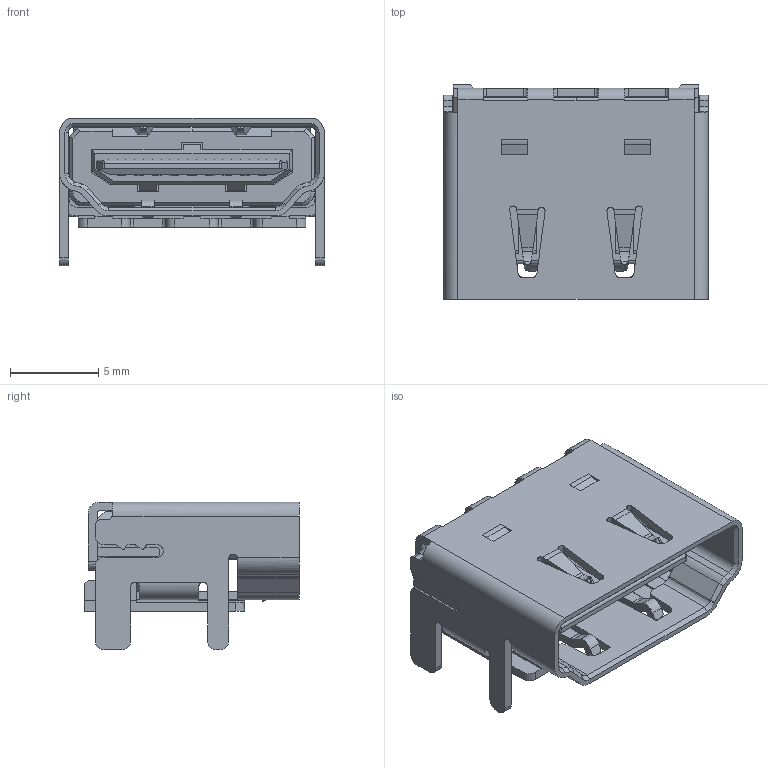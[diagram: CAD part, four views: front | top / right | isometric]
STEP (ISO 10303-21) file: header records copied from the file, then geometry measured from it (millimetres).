
FILE_DESCRIPTION(('STEP AP203'),'1');
FILE_NAME('1332071.stp','2025-05-07T00:08:52',('TraceParts'),('TraceParts S.A.'),'Spatial InterOp 3D',' ',' ');
FILE_SCHEMA(('CONFIG_CONTROL_DESIGN'));
Length unit declared in the file: millimetre
Products named in the file (1): 1
Bounding box: 15 x 12.16 x 8.38 mm (x, y, z)
Volume: 568.3 mm3; surface area: 1581.8 mm2
Topology: 1 solids, 1 shells, 642 faces, 1869 edges, 1212 vertices
Faces by surface type: plane 415, cylinder 189, bspline 24, cone 12, extrusion 2
Entity records: 25803 total; most frequent: CARTESIAN_POINT 8732, ORIENTED_EDGE 3738, DIRECTION 3361, EDGE_CURVE 1869, VECTOR 1407, LINE 1405, VERTEX_POINT 1212, AXIS2_PLACEMENT_3D 977
